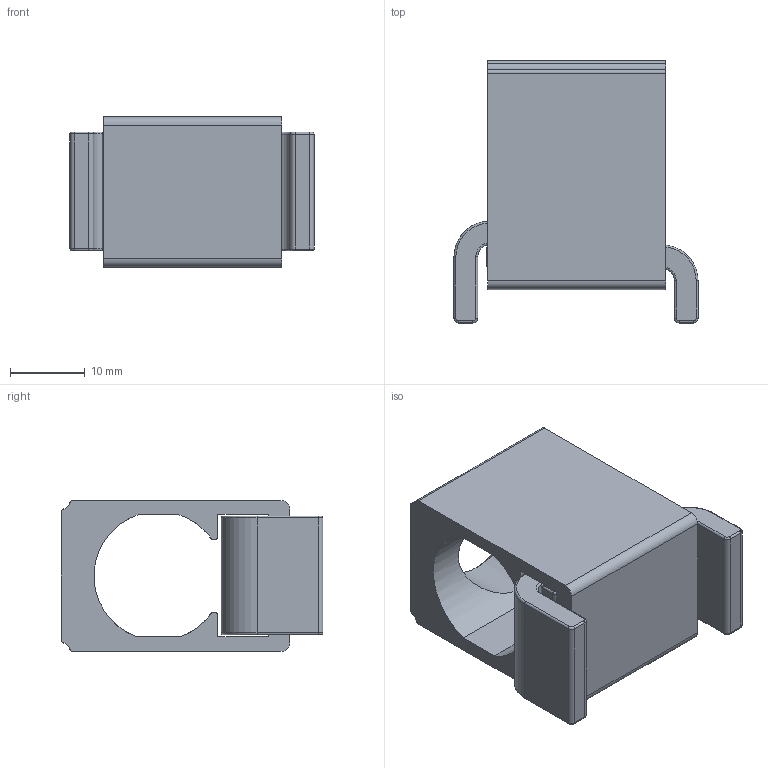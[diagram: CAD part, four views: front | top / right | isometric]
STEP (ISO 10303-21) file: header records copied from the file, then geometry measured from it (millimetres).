
FILE_DESCRIPTION(/* description */ (''),/* implementation_level */ '2;1');
FILE_NAME(/* name */ 'B300-PCB.stp',/* time_stamp */ '2017-10-02T13:16:55-04:00',/* author */ ('tsmith'),/* organization */ (''),/* preprocessor_version */ 'ST-DEVELOPER v16.5',/* originating_system */ 'Autodesk Inventor 2017',/* authorisation */ '');
FILE_SCHEMA (('AUTOMOTIVE_DESIGN { 1 0 10303 214 3 1 1 }'));
Length unit declared in the file: inch
Products named in the file (4): B300-PCB; IHI-B300-PCB; B300-STAPLE-LOWER; B300-STAPLE-UPPER
Assembly tree (3 placements, depth 2):
  B300-PCB
    IHI-B300-PCB
    B300-STAPLE-LOWER
    B300-STAPLE-UPPER
Bounding box: 32.61 x 35 x 20.19 mm (x, y, z)
Volume: 9196.7 mm3; surface area: 7570.6 mm2
Topology: 3 solids, 3 shells, 108 faces, 258 edges, 156 vertices
Faces by surface type: cylinder 54, plane 29, torus 24, cone 1
Full cylindrical faces by diameter (mm): 14.351 x1
Entity records: 3373 total; most frequent: CARTESIAN_POINT 673, DIRECTION 604, ORIENTED_EDGE 510, EDGE_CURVE 255, AXIS2_PLACEMENT_3D 241, VERTEX_POINT 155, CIRCLE 126, LINE 122
